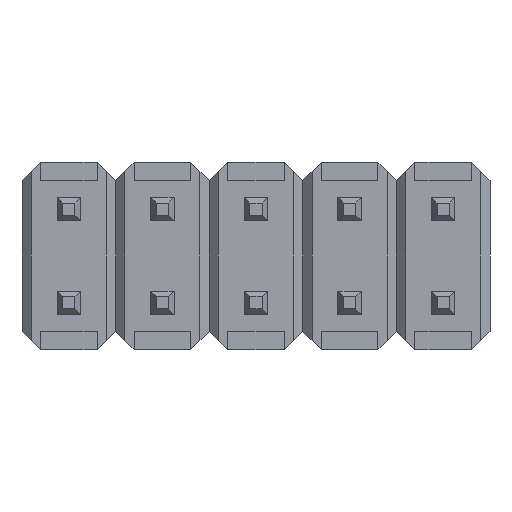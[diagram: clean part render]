
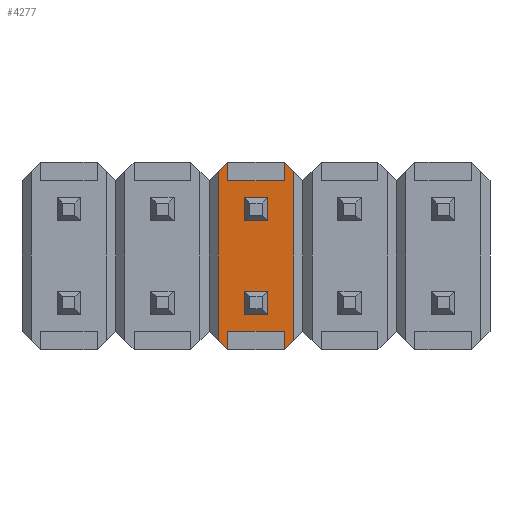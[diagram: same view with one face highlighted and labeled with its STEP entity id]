
A CAD part, front view. The second image highlights one B-rep face of the part: STEP entity #4277.
In plain terms, the highlighted planar face has unit normal (0, -1, 0).
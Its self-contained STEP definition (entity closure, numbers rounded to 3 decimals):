
#1280=DIRECTION('',(-0.707,0.,-0.707));
#1281=VECTOR('',#1280,0.354);
#1282=CARTESIAN_POINT('',(8.64,-1.94,-2.29));
#1283=LINE('',#1282,#1281);
#1385=DIRECTION('',(0.,0.,-1.));
#1386=VECTOR('',#1385,0.5);
#1387=CARTESIAN_POINT('',(8.39,-1.94,-2.04));
#1388=LINE('',#1387,#1386);
#1392=DIRECTION('',(1.,0.,0.));
#1393=VECTOR('',#1392,1.54);
#1394=CARTESIAN_POINT('',(6.85,-1.94,-2.04));
#1395=LINE('',#1394,#1393);
#1399=DIRECTION('',(0.,0.,1.));
#1400=VECTOR('',#1399,0.5);
#1401=CARTESIAN_POINT('',(6.85,-1.94,-2.54));
#1402=LINE('',#1401,#1400);
#1406=DIRECTION('',(0.,0.,1.));
#1407=VECTOR('',#1406,0.5);
#1408=CARTESIAN_POINT('',(6.85,-1.94,2.04));
#1409=LINE('',#1408,#1407);
#1413=DIRECTION('',(-1.,0.,0.));
#1414=VECTOR('',#1413,1.54);
#1415=CARTESIAN_POINT('',(8.39,-1.94,2.04));
#1416=LINE('',#1415,#1414);
#1420=DIRECTION('',(0.,0.,-1.));
#1421=VECTOR('',#1420,0.5);
#1422=CARTESIAN_POINT('',(8.39,-1.94,2.54));
#1423=LINE('',#1422,#1421);
#1427=DIRECTION('',(1.,0.,0.));
#1428=VECTOR('',#1427,0.64);
#1429=CARTESIAN_POINT('',(7.3,-1.94,1.59));
#1430=LINE('',#1429,#1428);
#1434=DIRECTION('',(0.,0.,1.));
#1435=VECTOR('',#1434,0.64);
#1436=CARTESIAN_POINT('',(7.3,-1.94,0.95));
#1437=LINE('',#1436,#1435);
#1441=DIRECTION('',(-1.,0.,0.));
#1442=VECTOR('',#1441,0.64);
#1443=CARTESIAN_POINT('',(7.94,-1.94,0.95));
#1444=LINE('',#1443,#1442);
#1448=DIRECTION('',(0.,0.,-1.));
#1449=VECTOR('',#1448,0.64);
#1450=CARTESIAN_POINT('',(7.94,-1.94,1.59));
#1451=LINE('',#1450,#1449);
#1455=DIRECTION('',(0.,0.,-1.));
#1456=VECTOR('',#1455,0.64);
#1457=CARTESIAN_POINT('',(7.94,-1.94,-0.95));
#1458=LINE('',#1457,#1456);
#1462=DIRECTION('',(1.,0.,0.));
#1463=VECTOR('',#1462,0.64);
#1464=CARTESIAN_POINT('',(7.3,-1.94,-0.95));
#1465=LINE('',#1464,#1463);
#1469=DIRECTION('',(0.,0.,1.));
#1470=VECTOR('',#1469,0.64);
#1471=CARTESIAN_POINT('',(7.3,-1.94,-1.59));
#1472=LINE('',#1471,#1470);
#1476=DIRECTION('',(-1.,0.,0.));
#1477=VECTOR('',#1476,0.64);
#1478=CARTESIAN_POINT('',(7.94,-1.94,-1.59));
#1479=LINE('',#1478,#1477);
#1490=DIRECTION('',(0.,0.,1.));
#1491=VECTOR('',#1490,4.58);
#1492=CARTESIAN_POINT('',(8.64,-1.94,-2.29));
#1493=LINE('',#1492,#1491);
#1560=DIRECTION('',(0.707,0.,-0.707));
#1561=VECTOR('',#1560,0.354);
#1562=CARTESIAN_POINT('',(8.39,-1.94,2.54));
#1563=LINE('',#1562,#1561);
#1595=DIRECTION('',(-0.707,0.,0.707));
#1596=VECTOR('',#1595,0.354);
#1597=CARTESIAN_POINT('',(6.85,-1.94,-2.54));
#1598=LINE('',#1597,#1596);
#1875=DIRECTION('',(0.,0.,-1.));
#1876=VECTOR('',#1875,4.58);
#1877=CARTESIAN_POINT('',(6.6,-1.94,2.29));
#1878=LINE('',#1877,#1876);
#1889=DIRECTION('',(0.707,0.,0.707));
#1890=VECTOR('',#1889,0.354);
#1891=CARTESIAN_POINT('',(6.6,-1.94,2.29));
#1892=LINE('',#1891,#1890);
#2909=CARTESIAN_POINT('',(8.39,-1.94,2.04));
#2910=CARTESIAN_POINT('',(6.85,-1.94,2.04));
#2911=VERTEX_POINT('',#2909);
#2912=VERTEX_POINT('',#2910);
#2913=CARTESIAN_POINT('',(6.85,-1.94,-2.04));
#2914=CARTESIAN_POINT('',(8.39,-1.94,-2.04));
#2915=VERTEX_POINT('',#2913);
#2916=VERTEX_POINT('',#2914);
#2933=CARTESIAN_POINT('',(8.39,-1.94,2.54));
#2934=VERTEX_POINT('',#2933);
#2935=CARTESIAN_POINT('',(6.85,-1.94,2.54));
#2936=VERTEX_POINT('',#2935);
#2937=CARTESIAN_POINT('',(6.85,-1.94,-2.54));
#2938=VERTEX_POINT('',#2937);
#2939=CARTESIAN_POINT('',(8.39,-1.94,-2.54));
#2940=VERTEX_POINT('',#2939);
#2945=CARTESIAN_POINT('',(8.64,-1.94,-2.29));
#2946=CARTESIAN_POINT('',(8.64,-1.94,2.29));
#2947=VERTEX_POINT('',#2945);
#2948=VERTEX_POINT('',#2946);
#2953=CARTESIAN_POINT('',(6.6,-1.94,2.29));
#2954=CARTESIAN_POINT('',(6.6,-1.94,-2.29));
#2955=VERTEX_POINT('',#2953);
#2956=VERTEX_POINT('',#2954);
#2973=CARTESIAN_POINT('',(7.3,-1.94,1.59));
#2974=CARTESIAN_POINT('',(7.94,-1.94,1.59));
#2975=VERTEX_POINT('',#2973);
#2976=VERTEX_POINT('',#2974);
#2977=CARTESIAN_POINT('',(7.94,-1.94,0.95));
#2978=VERTEX_POINT('',#2977);
#2979=CARTESIAN_POINT('',(7.3,-1.94,0.95));
#2980=VERTEX_POINT('',#2979);
#2981=CARTESIAN_POINT('',(7.94,-1.94,-0.95));
#2982=CARTESIAN_POINT('',(7.94,-1.94,-1.59));
#2983=VERTEX_POINT('',#2981);
#2984=VERTEX_POINT('',#2982);
#2985=CARTESIAN_POINT('',(7.3,-1.94,-1.59));
#2986=VERTEX_POINT('',#2985);
#2987=CARTESIAN_POINT('',(7.3,-1.94,-0.95));
#2988=VERTEX_POINT('',#2987);
#4231=CARTESIAN_POINT('',(0.,-1.94,0.));
#4232=DIRECTION('',(0.,-1.,0.));
#4233=DIRECTION('',(0.,0.,-1.));
#4234=AXIS2_PLACEMENT_3D('',#4231,#4232,#4233);
#4235=PLANE('',#4234);
#4237=ORIENTED_EDGE('',*,*,#4236,.F.);
#4238=ORIENTED_EDGE('',*,*,#4102,.T.);
#4240=ORIENTED_EDGE('',*,*,#4239,.F.);
#4242=ORIENTED_EDGE('',*,*,#4241,.F.);
#4243=ORIENTED_EDGE('',*,*,#4135,.F.);
#4245=ORIENTED_EDGE('',*,*,#4244,.T.);
#4247=ORIENTED_EDGE('',*,*,#4246,.F.);
#4249=ORIENTED_EDGE('',*,*,#4248,.T.);
#4250=ORIENTED_EDGE('',*,*,#4212,.F.);
#4251=ORIENTED_EDGE('',*,*,#4225,.F.);
#4252=ORIENTED_EDGE('',*,*,#4180,.F.);
#4254=ORIENTED_EDGE('',*,*,#4253,.T.);
#4255=EDGE_LOOP('',(#4237,#4238,#4240,#4242,#4243,#4245,#4247,#4249,#4250,#4251,
#4252,#4254));
#4256=FACE_OUTER_BOUND('',#4255,.F.);
#4258=ORIENTED_EDGE('',*,*,#4257,.F.);
#4260=ORIENTED_EDGE('',*,*,#4259,.F.);
#4262=ORIENTED_EDGE('',*,*,#4261,.F.);
#4264=ORIENTED_EDGE('',*,*,#4263,.F.);
#4265=EDGE_LOOP('',(#4258,#4260,#4262,#4264));
#4266=FACE_BOUND('',#4265,.F.);
#4268=ORIENTED_EDGE('',*,*,#4267,.F.);
#4270=ORIENTED_EDGE('',*,*,#4269,.F.);
#4272=ORIENTED_EDGE('',*,*,#4271,.F.);
#4274=ORIENTED_EDGE('',*,*,#4273,.F.);
#4275=EDGE_LOOP('',(#4268,#4270,#4272,#4274));
#4276=FACE_BOUND('',#4275,.F.);
#4277=ADVANCED_FACE('',(#4256,#4266,#4276),#4235,.T.);
#4102=EDGE_CURVE('',#2947,#2940,#1283,.T.);
#4135=EDGE_CURVE('',#2938,#2915,#1402,.T.);
#4180=EDGE_CURVE('',#2934,#2911,#1423,.T.);
#4212=EDGE_CURVE('',#2912,#2936,#1409,.T.);
#4225=EDGE_CURVE('',#2911,#2912,#1416,.T.);
#4236=EDGE_CURVE('',#2947,#2948,#1493,.T.);
#4239=EDGE_CURVE('',#2916,#2940,#1388,.T.);
#4241=EDGE_CURVE('',#2915,#2916,#1395,.T.);
#4244=EDGE_CURVE('',#2938,#2956,#1598,.T.);
#4246=EDGE_CURVE('',#2955,#2956,#1878,.T.);
#4248=EDGE_CURVE('',#2955,#2936,#1892,.T.);
#4253=EDGE_CURVE('',#2934,#2948,#1563,.T.);
#4257=EDGE_CURVE('',#2975,#2976,#1430,.T.);
#4259=EDGE_CURVE('',#2980,#2975,#1437,.T.);
#4261=EDGE_CURVE('',#2978,#2980,#1444,.T.);
#4263=EDGE_CURVE('',#2976,#2978,#1451,.T.);
#4267=EDGE_CURVE('',#2983,#2984,#1458,.T.);
#4269=EDGE_CURVE('',#2988,#2983,#1465,.T.);
#4271=EDGE_CURVE('',#2986,#2988,#1472,.T.);
#4273=EDGE_CURVE('',#2984,#2986,#1479,.T.);
